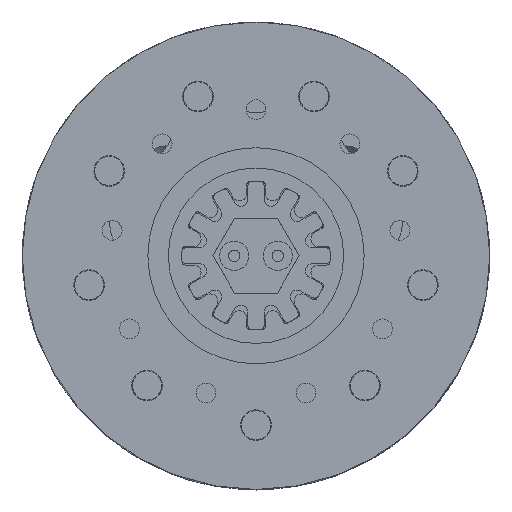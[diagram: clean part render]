
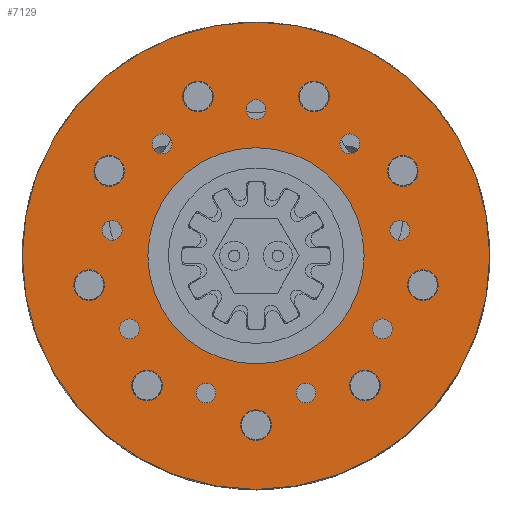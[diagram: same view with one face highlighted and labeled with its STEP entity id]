
A CAD part, top view. The second image highlights one B-rep face of the part: STEP entity #7129.
In plain terms, the highlighted face is planar.
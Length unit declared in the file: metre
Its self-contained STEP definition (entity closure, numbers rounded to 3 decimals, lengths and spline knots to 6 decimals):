
#2271=ORIENTED_EDGE('',*,*,#3760,.F.);
#2272=ORIENTED_EDGE('',*,*,#3740,.T.);
#2273=ORIENTED_EDGE('',*,*,#3742,.T.);
#2274=ORIENTED_EDGE('',*,*,#3744,.T.);
#2275=ORIENTED_EDGE('',*,*,#3746,.T.);
#2276=ORIENTED_EDGE('',*,*,#3748,.T.);
#2277=ORIENTED_EDGE('',*,*,#3750,.T.);
#2278=ORIENTED_EDGE('',*,*,#3752,.T.);
#2279=ORIENTED_EDGE('',*,*,#3754,.T.);
#2280=ORIENTED_EDGE('',*,*,#3756,.T.);
#2281=ORIENTED_EDGE('',*,*,#3761,.F.);
#2282=ORIENTED_EDGE('',*,*,#3762,.T.);
#2283=ORIENTED_EDGE('',*,*,#3763,.T.);
#2284=ORIENTED_EDGE('',*,*,#3764,.T.);
#2285=ORIENTED_EDGE('',*,*,#3765,.T.);
#2286=ORIENTED_EDGE('',*,*,#3766,.T.);
#2287=ORIENTED_EDGE('',*,*,#3767,.T.);
#2288=ORIENTED_EDGE('',*,*,#3768,.T.);
#2289=ORIENTED_EDGE('',*,*,#3769,.T.);
#2290=ORIENTED_EDGE('',*,*,#3770,.T.);
#3740=EDGE_CURVE('',#4580,#4580,#5196,.T.);
#3742=EDGE_CURVE('',#4582,#4582,#5198,.T.);
#3744=EDGE_CURVE('',#4584,#4584,#5200,.T.);
#3746=EDGE_CURVE('',#4586,#4586,#5202,.T.);
#3748=EDGE_CURVE('',#4588,#4588,#5204,.T.);
#3750=EDGE_CURVE('',#4590,#4590,#5206,.T.);
#3752=EDGE_CURVE('',#4592,#4592,#5208,.T.);
#3754=EDGE_CURVE('',#4594,#4594,#5210,.T.);
#3756=EDGE_CURVE('',#4596,#4596,#5212,.T.);
#3760=EDGE_CURVE('',#4600,#4600,#5216,.T.);
#3761=EDGE_CURVE('',#4601,#4601,#5217,.T.);
#3762=EDGE_CURVE('',#4602,#4602,#5218,.T.);
#3763=EDGE_CURVE('',#4603,#4603,#5219,.T.);
#3764=EDGE_CURVE('',#4604,#4604,#5220,.T.);
#3765=EDGE_CURVE('',#4605,#4605,#5221,.T.);
#3766=EDGE_CURVE('',#4606,#4606,#5222,.T.);
#3767=EDGE_CURVE('',#4607,#4607,#5223,.T.);
#3768=EDGE_CURVE('',#4608,#4608,#5224,.T.);
#3769=EDGE_CURVE('',#4609,#4609,#5225,.T.);
#3770=EDGE_CURVE('',#4610,#4610,#5226,.T.);
#4580=VERTEX_POINT('',#11913);
#4582=VERTEX_POINT('',#11918);
#4584=VERTEX_POINT('',#11923);
#4586=VERTEX_POINT('',#11928);
#4588=VERTEX_POINT('',#11933);
#4590=VERTEX_POINT('',#11938);
#4592=VERTEX_POINT('',#11943);
#4594=VERTEX_POINT('',#11948);
#4596=VERTEX_POINT('',#11953);
#4600=VERTEX_POINT('',#11963);
#4601=VERTEX_POINT('',#11965);
#4602=VERTEX_POINT('',#11967);
#4603=VERTEX_POINT('',#11969);
#4604=VERTEX_POINT('',#11971);
#4605=VERTEX_POINT('',#11973);
#4606=VERTEX_POINT('',#11975);
#4607=VERTEX_POINT('',#11977);
#4608=VERTEX_POINT('',#11979);
#4609=VERTEX_POINT('',#11981);
#4610=VERTEX_POINT('',#11983);
#5196=CIRCLE('',#7943,0.002625);
#5198=CIRCLE('',#7946,0.002625);
#5200=CIRCLE('',#7949,0.002625);
#5202=CIRCLE('',#7952,0.002625);
#5204=CIRCLE('',#7955,0.002625);
#5206=CIRCLE('',#7958,0.002625);
#5208=CIRCLE('',#7961,0.002625);
#5210=CIRCLE('',#7964,0.002625);
#5212=CIRCLE('',#7967,0.002625);
#5216=CIRCLE('',#7973,0.04);
#5217=CIRCLE('',#7974,0.0185);
#5218=CIRCLE('',#7975,0.0017);
#5219=CIRCLE('',#7976,0.0017);
#5220=CIRCLE('',#7977,0.0017);
#5221=CIRCLE('',#7978,0.0017);
#5222=CIRCLE('',#7979,0.0017);
#5223=CIRCLE('',#7980,0.0017);
#5224=CIRCLE('',#7981,0.0017);
#5225=CIRCLE('',#7982,0.0017);
#5226=CIRCLE('',#7983,0.0017);
#5713=EDGE_LOOP('',(#2271));
#5714=EDGE_LOOP('',(#2272));
#5715=EDGE_LOOP('',(#2273));
#5716=EDGE_LOOP('',(#2274));
#5717=EDGE_LOOP('',(#2275));
#5718=EDGE_LOOP('',(#2276));
#5719=EDGE_LOOP('',(#2277));
#5720=EDGE_LOOP('',(#2278));
#5721=EDGE_LOOP('',(#2279));
#5722=EDGE_LOOP('',(#2280));
#5723=EDGE_LOOP('',(#2281));
#5724=EDGE_LOOP('',(#2282));
#5725=EDGE_LOOP('',(#2283));
#5726=EDGE_LOOP('',(#2284));
#5727=EDGE_LOOP('',(#2285));
#5728=EDGE_LOOP('',(#2286));
#5729=EDGE_LOOP('',(#2287));
#5730=EDGE_LOOP('',(#2288));
#5731=EDGE_LOOP('',(#2289));
#5732=EDGE_LOOP('',(#2290));
#6409=FACE_BOUND('',#5713,.T.);
#6410=FACE_BOUND('',#5714,.T.);
#6411=FACE_BOUND('',#5715,.T.);
#6412=FACE_BOUND('',#5716,.T.);
#6413=FACE_BOUND('',#5717,.T.);
#6414=FACE_BOUND('',#5718,.T.);
#6415=FACE_BOUND('',#5719,.T.);
#6416=FACE_BOUND('',#5720,.T.);
#6417=FACE_BOUND('',#5721,.T.);
#6418=FACE_BOUND('',#5722,.T.);
#6419=FACE_BOUND('',#5723,.T.);
#6420=FACE_BOUND('',#5724,.T.);
#6421=FACE_BOUND('',#5725,.T.);
#6422=FACE_BOUND('',#5726,.T.);
#6423=FACE_BOUND('',#5727,.T.);
#6424=FACE_BOUND('',#5728,.T.);
#6425=FACE_BOUND('',#5729,.T.);
#6426=FACE_BOUND('',#5730,.T.);
#6427=FACE_BOUND('',#5731,.T.);
#6428=FACE_BOUND('',#5732,.T.);
#6847=PLANE('',#7972);
#7129=ADVANCED_FACE('',(#6409,#6410,#6411,#6412,#6413,#6414,#6415,#6416,
#6417,#6418,#6419,#6420,#6421,#6422,#6423,#6424,#6425,#6426,#6427,#6428),
#6847,.F.);
#7943=AXIS2_PLACEMENT_3D('',#11912,#9378,#9379);
#7946=AXIS2_PLACEMENT_3D('',#11917,#9384,#9385);
#7949=AXIS2_PLACEMENT_3D('',#11922,#9390,#9391);
#7952=AXIS2_PLACEMENT_3D('',#11927,#9396,#9397);
#7955=AXIS2_PLACEMENT_3D('',#11932,#9402,#9403);
#7958=AXIS2_PLACEMENT_3D('',#11937,#9408,#9409);
#7961=AXIS2_PLACEMENT_3D('',#11942,#9414,#9415);
#7964=AXIS2_PLACEMENT_3D('',#11947,#9420,#9421);
#7967=AXIS2_PLACEMENT_3D('',#11952,#9426,#9427);
#7972=AXIS2_PLACEMENT_3D('',#11961,#9436,#9437);
#7973=AXIS2_PLACEMENT_3D('',#11962,#9438,#9439);
#7974=AXIS2_PLACEMENT_3D('',#11964,#9440,#9441);
#7975=AXIS2_PLACEMENT_3D('',#11966,#9442,#9443);
#7976=AXIS2_PLACEMENT_3D('',#11968,#9444,#9445);
#7977=AXIS2_PLACEMENT_3D('',#11970,#9446,#9447);
#7978=AXIS2_PLACEMENT_3D('',#11972,#9448,#9449);
#7979=AXIS2_PLACEMENT_3D('',#11974,#9450,#9451);
#7980=AXIS2_PLACEMENT_3D('',#11976,#9452,#9453);
#7981=AXIS2_PLACEMENT_3D('',#11978,#9454,#9455);
#7982=AXIS2_PLACEMENT_3D('',#11980,#9456,#9457);
#7983=AXIS2_PLACEMENT_3D('',#11982,#9458,#9459);
#9378=DIRECTION('',(0.,0.,1.));
#9379=DIRECTION('',(1.,0.,0.));
#9384=DIRECTION('',(0.,0.,1.));
#9385=DIRECTION('',(0.766,0.643,0.));
#9390=DIRECTION('',(0.,0.,1.));
#9391=DIRECTION('',(0.174,0.985,0.));
#9396=DIRECTION('',(0.,0.,1.));
#9397=DIRECTION('',(-0.5,0.866,0.));
#9402=DIRECTION('',(0.,0.,1.));
#9403=DIRECTION('',(-0.94,0.342,0.));
#9408=DIRECTION('',(0.,0.,1.));
#9409=DIRECTION('',(-0.94,-0.342,0.));
#9414=DIRECTION('',(0.,0.,1.));
#9415=DIRECTION('',(-0.5,-0.866,0.));
#9420=DIRECTION('',(0.,0.,1.));
#9421=DIRECTION('',(0.174,-0.985,0.));
#9426=DIRECTION('',(0.,0.,1.));
#9427=DIRECTION('',(0.766,-0.643,0.));
#9436=DIRECTION('',(0.,0.,1.));
#9437=DIRECTION('',(1.,0.,0.));
#9438=DIRECTION('',(0.,0.,1.));
#9439=DIRECTION('',(1.,0.,0.));
#9440=DIRECTION('',(0.,0.,-1.));
#9441=DIRECTION('',(-1.,0.,0.));
#9442=DIRECTION('',(0.,0.,1.));
#9443=DIRECTION('',(1.,0.,0.));
#9444=DIRECTION('',(0.,0.,1.));
#9445=DIRECTION('',(1.,0.,0.));
#9446=DIRECTION('',(0.,0.,1.));
#9447=DIRECTION('',(1.,0.,0.));
#9448=DIRECTION('',(0.,0.,1.));
#9449=DIRECTION('',(1.,0.,0.));
#9450=DIRECTION('',(0.,0.,1.));
#9451=DIRECTION('',(1.,0.,0.));
#9452=DIRECTION('',(0.,0.,1.));
#9453=DIRECTION('',(1.,0.,0.));
#9454=DIRECTION('',(0.,0.,1.));
#9455=DIRECTION('',(1.,0.,0.));
#9456=DIRECTION('',(0.,0.,1.));
#9457=DIRECTION('',(1.,0.,0.));
#9458=DIRECTION('',(0.,0.,1.));
#9459=DIRECTION('',(1.,0.,0.));
#11912=CARTESIAN_POINT('',(0.,0.029,0.));
#11913=CARTESIAN_POINT('',(0.002625,0.029,0.));
#11917=CARTESIAN_POINT('',(-0.018641,0.022215,0.));
#11918=CARTESIAN_POINT('',(-0.01663,0.023903,0.));
#11922=CARTESIAN_POINT('',(-0.028559,0.005036,0.));
#11923=CARTESIAN_POINT('',(-0.028104,0.007621,0.));
#11927=CARTESIAN_POINT('',(-0.025115,-0.0145,0.));
#11928=CARTESIAN_POINT('',(-0.026427,-0.012227,0.));
#11932=CARTESIAN_POINT('',(-0.009919,-0.027251,0.));
#11933=CARTESIAN_POINT('',(-0.012385,-0.026353,0.));
#11937=CARTESIAN_POINT('',(0.009919,-0.027251,0.));
#11938=CARTESIAN_POINT('',(0.007452,-0.028149,0.));
#11942=CARTESIAN_POINT('',(0.025115,-0.0145,0.));
#11943=CARTESIAN_POINT('',(0.023802,-0.016773,0.));
#11947=CARTESIAN_POINT('',(0.028559,0.005036,0.));
#11948=CARTESIAN_POINT('',(0.029015,0.002451,0.));
#11952=CARTESIAN_POINT('',(0.018641,0.022215,0.));
#11953=CARTESIAN_POINT('',(0.020652,0.020528,0.));
#11961=CARTESIAN_POINT('',(0.,0.,0.));
#11962=CARTESIAN_POINT('',(0.,0.,0.));
#11963=CARTESIAN_POINT('',(0.04,0.,0.));
#11964=CARTESIAN_POINT('',(0.,0.,0.));
#11965=CARTESIAN_POINT('',(-0.0185,0.,0.));
#11966=CARTESIAN_POINT('',(0.021651,0.0125,0.));
#11967=CARTESIAN_POINT('',(0.023351,0.0125,0.));
#11968=CARTESIAN_POINT('',(0.008551,0.023492,0.));
#11969=CARTESIAN_POINT('',(0.010251,0.023492,0.));
#11970=CARTESIAN_POINT('',(-0.008551,0.023492,0.));
#11971=CARTESIAN_POINT('',(-0.006851,0.023492,0.));
#11972=CARTESIAN_POINT('',(-0.021651,0.0125,0.));
#11973=CARTESIAN_POINT('',(-0.019951,0.0125,0.));
#11974=CARTESIAN_POINT('',(-0.02462,-0.004341,0.));
#11975=CARTESIAN_POINT('',(-0.02292,-0.004341,0.));
#11976=CARTESIAN_POINT('',(-0.01607,-0.019151,0.));
#11977=CARTESIAN_POINT('',(-0.01437,-0.019151,0.));
#11978=CARTESIAN_POINT('',(0.,-0.025,0.));
#11979=CARTESIAN_POINT('',(0.0017,-0.025,0.));
#11980=CARTESIAN_POINT('',(0.01607,-0.019151,0.));
#11981=CARTESIAN_POINT('',(0.01777,-0.019151,0.));
#11982=CARTESIAN_POINT('',(0.02462,-0.004341,0.));
#11983=CARTESIAN_POINT('',(0.02632,-0.004341,0.));
